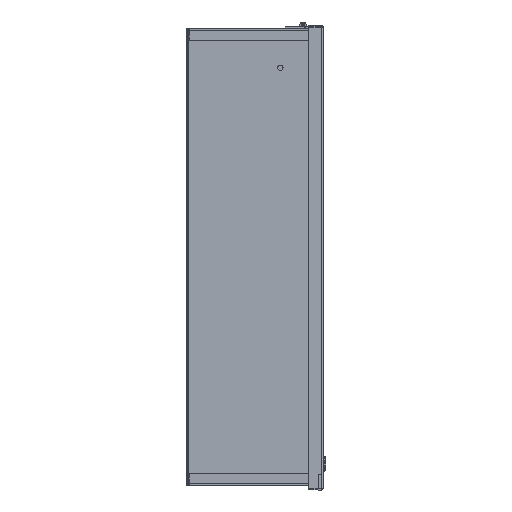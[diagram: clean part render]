
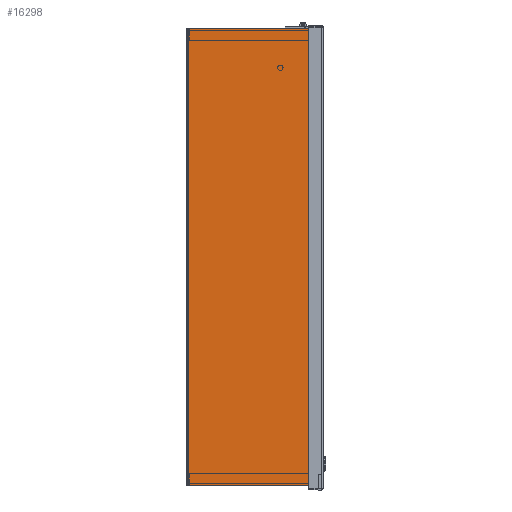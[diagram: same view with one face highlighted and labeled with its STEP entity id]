
A CAD part, front view. The second image highlights one B-rep face of the part: STEP entity #16298.
In plain terms, the highlighted face is planar.
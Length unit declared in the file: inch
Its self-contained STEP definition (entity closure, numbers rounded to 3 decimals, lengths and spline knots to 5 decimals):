
#569 = CARTESIAN_POINT ( 'NONE',  ( 12., -6.892, -12. ) ) ;
#2018 = VERTEX_POINT ( 'NONE', #569 ) ;
#2400 = CARTESIAN_POINT ( 'NONE',  ( -12., -6.892, -12. ) ) ;
#2720 = EDGE_CURVE ( 'NONE', #16425, #2018, #3481, .T. ) ;
#2755 = ORIENTED_EDGE ( 'NONE', *, *, #2720, .F. ) ;
#3481 = LINE ( 'NONE', #5975, #13243 ) ;
#3622 = CARTESIAN_POINT ( 'NONE',  ( -12., -0.108, -12. ) ) ;
#3945 = ORIENTED_EDGE ( 'NONE', *, *, #8894, .F. ) ;
#5414 = VECTOR ( 'NONE', #17228, 39.37008 ) ;
#5737 = ORIENTED_EDGE ( 'NONE', *, *, #7829, .T. ) ;
#5975 = CARTESIAN_POINT ( 'NONE',  ( 12., -6.892, -12. ) ) ;
#6575 = AXIS2_PLACEMENT_3D ( 'NONE', #19658, #11873, #13469 ) ;
#7030 = VECTOR ( 'NONE', #21232, 39.37008 ) ;
#7298 = VERTEX_POINT ( 'NONE', #3622 ) ;
#7829 = EDGE_CURVE ( 'NONE', #16425, #7298, #7979, .T. ) ;
#7979 = LINE ( 'NONE', #13401, #7030 ) ;
#8776 = FACE_OUTER_BOUND ( 'NONE', #22006, .T. ) ;
#8894 = EDGE_CURVE ( 'NONE', #10522, #7298, #19989, .T. ) ;
#9916 = DIRECTION ( 'NONE',  ( 1., 0., 0. ) ) ;
#10504 = ORIENTED_EDGE ( 'NONE', *, *, #20607, .T. ) ;
#10522 = VERTEX_POINT ( 'NONE', #22310 ) ;
#11873 = DIRECTION ( 'NONE',  ( 0., 0., 1. ) ) ;
#12393 = DIRECTION ( 'NONE',  ( -1., 0., 0. ) ) ;
#13243 = VECTOR ( 'NONE', #9916, 39.37008 ) ;
#13401 = CARTESIAN_POINT ( 'NONE',  ( -12., -0.072, -12. ) ) ;
#13469 = DIRECTION ( 'NONE',  ( 0., -1., 0. ) ) ;
#14744 = VECTOR ( 'NONE', #12393, 39.37008 ) ;
#16298 = ADVANCED_FACE ( 'NONE', ( #8776 ), #17501, .F. ) ;
#16425 = VERTEX_POINT ( 'NONE', #2400 ) ;
#17228 = DIRECTION ( 'NONE',  ( 0., -1., 0. ) ) ;
#17501 = PLANE ( 'NONE',  #6575 ) ;
#19658 = CARTESIAN_POINT ( 'NONE',  ( 12., -0.0625, -12. ) ) ;
#19989 = LINE ( 'NONE', #20367, #14744 ) ;
#20367 = CARTESIAN_POINT ( 'NONE',  ( 12., -0.108, -12. ) ) ;
#20607 = EDGE_CURVE ( 'NONE', #10522, #2018, #20737, .T. ) ;
#20737 = LINE ( 'NONE', #22915, #5414 ) ;
#21232 = DIRECTION ( 'NONE',  ( 0., 1., 0. ) ) ;
#22006 = EDGE_LOOP ( 'NONE', ( #2755, #5737, #3945, #10504 ) ) ;
#22310 = CARTESIAN_POINT ( 'NONE',  ( 12., -0.108, -12. ) ) ;
#22915 = CARTESIAN_POINT ( 'NONE',  ( 12., -0.072, -12. ) ) ;
